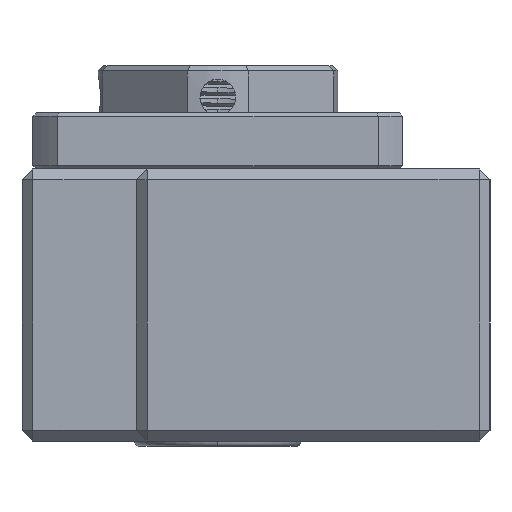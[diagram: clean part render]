
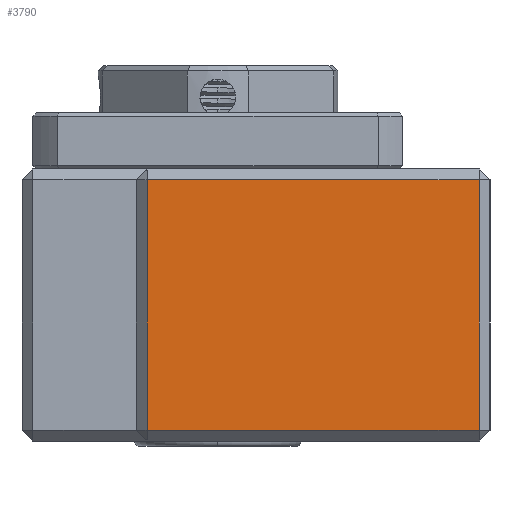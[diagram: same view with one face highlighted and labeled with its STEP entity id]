
A CAD part, left-side view. The second image highlights one B-rep face of the part: STEP entity #3790.
In plain terms, the highlighted planar face has unit normal (-1, 0, 0).
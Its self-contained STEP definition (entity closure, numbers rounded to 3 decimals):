
#3751=CARTESIAN_POINT('',(-30.,32.5,12.5));
#3752=DIRECTION('',(1.,0.,0.));
#3753=DIRECTION('',(-0.,1.,0.));
#3754=AXIS2_PLACEMENT_3D('',#3751,#3752,#3753);
#3755=PLANE('',#3754);
#3756=CARTESIAN_POINT('',(-30.,31.5,-11.5));
#3757=VERTEX_POINT('',#3756);
#3758=CARTESIAN_POINT('',(-30.,1.,-11.5));
#3759=VERTEX_POINT('',#3758);
#3760=CARTESIAN_POINT('',(-30.,12377.5,-11.5));
#3761=DIRECTION('',(0.,-1.,-0.));
#3762=VECTOR('',#3761,24690.);
#3763=LINE('',#3760,#3762);
#3764=EDGE_CURVE('',#3757,#3759,#3763,.T.);
#3765=ORIENTED_EDGE('',*,*,#3764,.T.);
#3766=CARTESIAN_POINT('',(-30.,1.,11.5));
#3767=VERTEX_POINT('',#3766);
#3768=CARTESIAN_POINT('',(-30.,1.,-12332.5));
#3769=DIRECTION('',(0.,0.,1.));
#3770=VECTOR('',#3769,24690.);
#3771=LINE('',#3768,#3770);
#3772=EDGE_CURVE('',#3759,#3767,#3771,.T.);
#3773=ORIENTED_EDGE('',*,*,#3772,.T.);
#3774=CARTESIAN_POINT('',(-30.,31.5,11.5));
#3775=VERTEX_POINT('',#3774);
#3776=CARTESIAN_POINT('',(-30.,-12328.75,11.5));
#3777=DIRECTION('',(-0.,1.,-0.));
#3778=VECTOR('',#3777,24690.);
#3779=LINE('',#3776,#3778);
#3780=EDGE_CURVE('',#3767,#3775,#3779,.T.);
#3781=ORIENTED_EDGE('',*,*,#3780,.T.);
#3782=CARTESIAN_POINT('',(-30.,31.5,12357.5));
#3783=DIRECTION('',(0.,0.,-1.));
#3784=VECTOR('',#3783,24690.);
#3785=LINE('',#3782,#3784);
#3786=EDGE_CURVE('',#3775,#3757,#3785,.T.);
#3787=ORIENTED_EDGE('',*,*,#3786,.T.);
#3788=EDGE_LOOP('',(#3765,#3773,#3781,#3787));
#3789=FACE_BOUND('',#3788,.T.);
#3790=ADVANCED_FACE('',(#3789),#3755,.F.);
